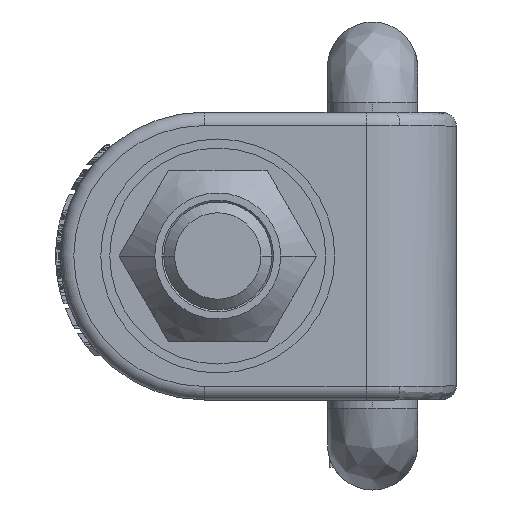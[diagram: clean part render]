
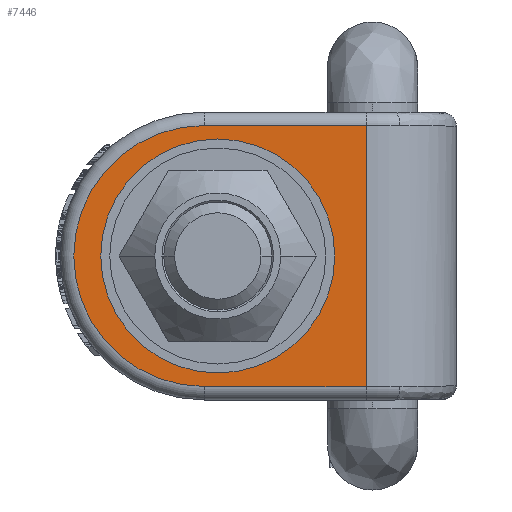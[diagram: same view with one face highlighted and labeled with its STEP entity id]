
A CAD part, front view. The second image highlights one B-rep face of the part: STEP entity #7446.
In plain terms, the highlighted planar face has unit normal (0, -1, 0).
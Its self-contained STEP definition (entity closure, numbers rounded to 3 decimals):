
#2=CARTESIAN_POINT('',(-28.5,0.,0.));
#3=DIRECTION('',(0.,-1.,0.));
#4=DIRECTION('',(1.,0.,0.));
#5=AXIS2_PLACEMENT_3D('',#2,#3,#4);
#7=CARTESIAN_POINT('',(-28.5,0.,0.));
#8=DIRECTION('',(0.,-1.,0.));
#9=DIRECTION('',(-1.,0.,0.));
#10=AXIS2_PLACEMENT_3D('',#7,#8,#9);
#12=DIRECTION('',(-1.,0.,0.));
#13=VECTOR('',#12,18.);
#14=CARTESIAN_POINT('',(-12.,0.,14.5));
#15=LINE('',#14,#13);
#16=DIRECTION('',(0.,0.,1.));
#17=VECTOR('',#16,29.);
#18=CARTESIAN_POINT('',(-12.,0.,-14.5));
#19=LINE('',#18,#17);
#20=DIRECTION('',(1.,0.,0.));
#21=VECTOR('',#20,18.);
#22=CARTESIAN_POINT('',(-30.,0.,-14.5));
#23=LINE('',#22,#21);
#24=CARTESIAN_POINT('',(-30.,0.,0.));
#25=DIRECTION('',(0.,-1.,0.));
#26=DIRECTION('',(0.,0.,1.));
#27=AXIS2_PLACEMENT_3D('',#24,#25,#26);
#6221=CARTESIAN_POINT('',(-18.25,0.,0.));
#6222=CARTESIAN_POINT('',(-38.75,0.,0.));
#6223=VERTEX_POINT('',#6221);
#6224=VERTEX_POINT('',#6222);
#7181=CARTESIAN_POINT('',(-12.,0.,14.5));
#7182=VERTEX_POINT('',#7181);
#7185=CARTESIAN_POINT('',(-30.,0.,14.5));
#7186=VERTEX_POINT('',#7185);
#7189=CARTESIAN_POINT('',(-30.,0.,-14.5));
#7190=VERTEX_POINT('',#7189);
#7193=CARTESIAN_POINT('',(-12.,0.,-14.5));
#7194=VERTEX_POINT('',#7193);
#7425=CARTESIAN_POINT('',(0.,0.,0.));
#7426=DIRECTION('',(0.,1.,0.));
#7427=DIRECTION('',(1.,0.,0.));
#7428=AXIS2_PLACEMENT_3D('',#7425,#7426,#7427);
#7429=PLANE('',#7428);
#7431=ORIENTED_EDGE('',*,*,#7430,.F.);
#7433=ORIENTED_EDGE('',*,*,#7432,.F.);
#7435=ORIENTED_EDGE('',*,*,#7434,.F.);
#7437=ORIENTED_EDGE('',*,*,#7436,.F.);
#7438=EDGE_LOOP('',(#7431,#7433,#7435,#7437));
#7439=FACE_OUTER_BOUND('',#7438,.F.);
#7441=ORIENTED_EDGE('',*,*,#7440,.T.);
#7443=ORIENTED_EDGE('',*,*,#7442,.T.);
#7444=EDGE_LOOP('',(#7441,#7443));
#7445=FACE_BOUND('',#7444,.F.);
#7446=ADVANCED_FACE('',(#7439,#7445),#7429,.F.);
#6=CIRCLE('',#5,10.25);
#11=CIRCLE('',#10,10.25);
#28=CIRCLE('',#27,14.5);
#7430=EDGE_CURVE('',#7182,#7186,#15,.T.);
#7432=EDGE_CURVE('',#7194,#7182,#19,.T.);
#7434=EDGE_CURVE('',#7190,#7194,#23,.T.);
#7436=EDGE_CURVE('',#7186,#7190,#28,.T.);
#7440=EDGE_CURVE('',#6223,#6224,#6,.T.);
#7442=EDGE_CURVE('',#6224,#6223,#11,.T.);
